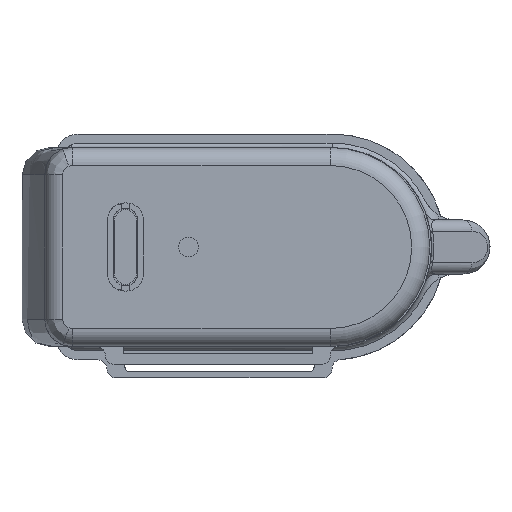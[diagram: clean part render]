
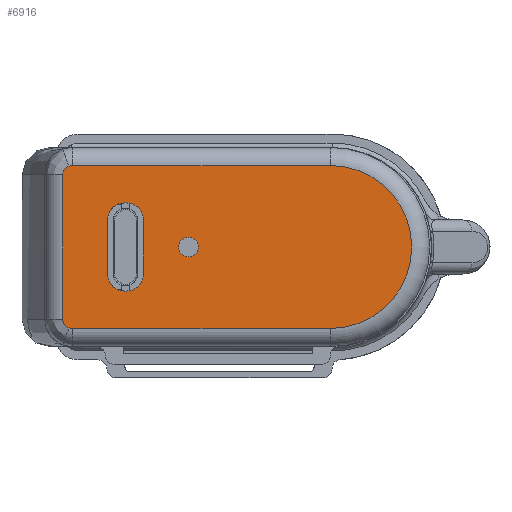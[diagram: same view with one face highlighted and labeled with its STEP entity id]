
A CAD part, front view. The second image highlights one B-rep face of the part: STEP entity #6916.
In plain terms, the highlighted face is planar.
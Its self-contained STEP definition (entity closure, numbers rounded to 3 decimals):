
#5417=CARTESIAN_POINT('',(12.1,4.8,3.));
#5418=DIRECTION('',(0.,-1.,0.));
#5419=DIRECTION('',(1.,0.,0.));
#5420=AXIS2_PLACEMENT_3D('',#5417,#5418,#5419);
#5431=DIRECTION('',(0.,0.,-1.));
#5432=VECTOR('',#5431,6.);
#5433=CARTESIAN_POINT('',(14.,4.8,3.));
#5434=LINE('',#5433,#5432);
#5435=DIRECTION('',(0.,0.,1.));
#5436=VECTOR('',#5435,6.);
#5437=CARTESIAN_POINT('',(10.,4.8,-3.));
#5438=LINE('',#5437,#5436);
#5439=CARTESIAN_POINT('',(-10.75,4.801,0.));
#5440=DIRECTION('',(0.,-1.,0.));
#5441=DIRECTION('',(0.,0.,1.));
#5442=AXIS2_PLACEMENT_3D('',#5439,#5440,#5441);
#5444=DIRECTION('',(1.,0.,0.));
#5445=VECTOR('',#5444,28.598);
#5446=CARTESIAN_POINT('',(-10.75,4.8,
-9.05));
#5447=LINE('',#5446,#5445);
#5448=CARTESIAN_POINT('',(17.848,4.8,-9.05));
#5449=CARTESIAN_POINT('',(17.899,4.8,-9.05));
#5450=CARTESIAN_POINT('',(17.998,4.8,-9.044));
#5451=CARTESIAN_POINT('',(18.136,4.8,-9.018));
#5452=CARTESIAN_POINT('',(18.219,4.8,-8.992));
#5453=CARTESIAN_POINT('',(18.259,4.8,-8.977));
#5455=CARTESIAN_POINT('',(18.259,4.8,-8.977));
#5456=CARTESIAN_POINT('',(18.343,4.8,-8.946));
#5457=CARTESIAN_POINT('',(18.491,4.8,-8.871));
#5458=CARTESIAN_POINT('',(18.662,4.8,-8.731));
#5459=CARTESIAN_POINT('',(18.783,4.8,-8.586));
#5460=CARTESIAN_POINT('',(18.871,4.8,-8.434));
#5461=CARTESIAN_POINT('',(18.931,4.8,-8.263));
#5462=CARTESIAN_POINT('',(18.95,4.8,-8.124));
#5463=CARTESIAN_POINT('',(18.95,4.8,-8.05));
#5465=DIRECTION('',(0.,0.,1.));
#5466=VECTOR('',#5465,16.1);
#5467=CARTESIAN_POINT('',(18.95,4.8,-8.05));
#5468=LINE('',#5467,#5466);
#5469=CARTESIAN_POINT('',(18.95,4.801,8.05));
#5470=CARTESIAN_POINT('',(18.95,4.801,8.101));
#5471=CARTESIAN_POINT('',(18.941,4.801,8.205));
#5472=CARTESIAN_POINT('',(18.902,4.801,8.356));
#5473=CARTESIAN_POINT('',(18.825,4.801,8.523));
#5474=CARTESIAN_POINT('',(18.702,4.801,8.692));
#5475=CARTESIAN_POINT('',(18.518,4.801,8.855));
#5476=CARTESIAN_POINT('',(18.354,4.801,8.942));
#5477=CARTESIAN_POINT('',(18.259,4.801,8.977));
#5479=CARTESIAN_POINT('',(18.259,4.801,8.977));
#5480=CARTESIAN_POINT('',(18.21,4.801,8.995));
#5481=CARTESIAN_POINT('',(18.113,4.801,9.023));
#5482=CARTESIAN_POINT('',(17.974,4.801,9.046));
#5483=CARTESIAN_POINT('',(17.889,4.801,9.05));
#5484=CARTESIAN_POINT('',(17.848,4.801,9.05));
#5486=CARTESIAN_POINT('',(5.,4.801,0.));
#5487=DIRECTION('',(0.,-1.,0.));
#5488=DIRECTION('',(0.,0.,-1.));
#5489=AXIS2_PLACEMENT_3D('',#5486,#5487,#5488);
#5491=CARTESIAN_POINT('',(5.,4.801,0.));
#5492=DIRECTION('',(0.,-1.,0.));
#5493=DIRECTION('',(0.,0.,1.));
#5494=AXIS2_PLACEMENT_3D('',#5491,#5492,#5493);
#5500=CARTESIAN_POINT('',(12.1,4.8,-3.));
#5501=DIRECTION('',(0.,-1.,0.));
#5502=DIRECTION('',(0.,0.,-1.));
#5503=AXIS2_PLACEMENT_3D('',#5500,#5501,#5502);
#5514=DIRECTION('',(1.,0.,0.));
#5515=VECTOR('',#5514,0.2);
#5516=CARTESIAN_POINT('',(11.9,4.8,-4.9));
#5517=LINE('',#5516,#5515);
#5518=CARTESIAN_POINT('',(11.9,4.8,-3.));
#5519=DIRECTION('',(0.,-1.,0.));
#5520=DIRECTION('',(-1.,0.,0.));
#5521=AXIS2_PLACEMENT_3D('',#5518,#5519,#5520);
#5535=CARTESIAN_POINT('',(11.9,4.8,3.));
#5536=DIRECTION('',(0.,-1.,0.));
#5537=DIRECTION('',(0.,0.,1.));
#5538=AXIS2_PLACEMENT_3D('',#5535,#5536,#5537);
#5544=DIRECTION('',(-1.,0.,0.));
#5545=VECTOR('',#5544,0.2);
#5546=CARTESIAN_POINT('',(12.1,4.8,4.9));
#5547=LINE('',#5546,#5545);
#5552=DIRECTION('',(1.,0.,0.));
#5553=VECTOR('',#5552,28.598);
#5554=CARTESIAN_POINT('',(-10.75,4.801,9.05));
#5555=LINE('',#5554,#5553);
#6077=CARTESIAN_POINT('',(10.,4.8,-3.));
#6078=CARTESIAN_POINT('',(11.9,4.8,-4.9));
#6079=VERTEX_POINT('',#6077);
#6080=VERTEX_POINT('',#6078);
#6081=CARTESIAN_POINT('',(12.1,4.8,-4.9));
#6082=VERTEX_POINT('',#6081);
#6083=CARTESIAN_POINT('',(14.,4.8,-3.));
#6084=VERTEX_POINT('',#6083);
#6085=CARTESIAN_POINT('',(14.,4.8,3.));
#6086=CARTESIAN_POINT('',(12.1,4.8,4.9));
#6087=VERTEX_POINT('',#6085);
#6088=VERTEX_POINT('',#6086);
#6089=CARTESIAN_POINT('',(11.9,4.8,4.9));
#6090=VERTEX_POINT('',#6089);
#6091=CARTESIAN_POINT('',(10.,4.8,3.));
#6092=VERTEX_POINT('',#6091);
#6103=VERTEX_POINT('',#5479);
#6104=VERTEX_POINT('',#5484);
#6106=VERTEX_POINT('',#5469);
#6109=CARTESIAN_POINT('',(18.95,4.8,-8.05));
#6110=VERTEX_POINT('',#6109);
#6112=VERTEX_POINT('',#5455);
#6114=VERTEX_POINT('',#5448);
#6119=CARTESIAN_POINT('',(-10.75,4.801,9.05));
#6120=CARTESIAN_POINT('',(-10.75,4.801,-9.05));
#6121=VERTEX_POINT('',#6119);
#6122=VERTEX_POINT('',#6120);
#6209=CARTESIAN_POINT('',(5.,4.801,-1.1));
#6210=CARTESIAN_POINT('',(5.,4.801,1.1));
#6211=VERTEX_POINT('',#6209);
#6212=VERTEX_POINT('',#6210);
#6870=CARTESIAN_POINT('',(25.227,4.8,-10.583));
#6871=DIRECTION('',(0.,-1.,0.));
#6872=DIRECTION('',(0.,0.,1.));
#6873=AXIS2_PLACEMENT_3D('',#6870,#6871,#6872);
#6874=PLANE('',#6873);
#6876=ORIENTED_EDGE('',*,*,#6875,.F.);
#6878=ORIENTED_EDGE('',*,*,#6877,.T.);
#6880=ORIENTED_EDGE('',*,*,#6879,.T.);
#6882=ORIENTED_EDGE('',*,*,#6881,.T.);
#6884=ORIENTED_EDGE('',*,*,#6883,.T.);
#6886=ORIENTED_EDGE('',*,*,#6885,.T.);
#6888=ORIENTED_EDGE('',*,*,#6887,.T.);
#6890=ORIENTED_EDGE('',*,*,#6889,.T.);
#6891=EDGE_LOOP('',(#6876,#6878,#6880,#6882,#6884,#6886,#6888,#6890));
#6892=FACE_OUTER_BOUND('',#6891,.F.);
#6894=ORIENTED_EDGE('',*,*,#6893,.T.);
#6896=ORIENTED_EDGE('',*,*,#6895,.F.);
#6898=ORIENTED_EDGE('',*,*,#6897,.F.);
#6900=ORIENTED_EDGE('',*,*,#6899,.F.);
#6902=ORIENTED_EDGE('',*,*,#6901,.T.);
#6904=ORIENTED_EDGE('',*,*,#6903,.F.);
#6906=ORIENTED_EDGE('',*,*,#6905,.F.);
#6907=ORIENTED_EDGE('',*,*,#6858,.F.);
#6908=EDGE_LOOP('',(#6894,#6896,#6898,#6900,#6902,#6904,#6906,#6907));
#6909=FACE_BOUND('',#6908,.F.);
#6911=ORIENTED_EDGE('',*,*,#6910,.F.);
#6913=ORIENTED_EDGE('',*,*,#6912,.F.);
#6914=EDGE_LOOP('',(#6911,#6913));
#6915=FACE_BOUND('',#6914,.F.);
#6916=ADVANCED_FACE('',(#6892,#6909,#6915),#6874,.F.);
#5421=CIRCLE('',#5420,1.9);
#5443=CIRCLE('',#5442,9.05);
#5454=B_SPLINE_CURVE_WITH_KNOTS('',3,(#5448,#5449,#5450,#5451,#5452,#5453),
.UNSPECIFIED.,.F.,.F.,(4,1,1,4),(0.,0.333,0.667,1.),
.UNSPECIFIED.);
#5464=B_SPLINE_CURVE_WITH_KNOTS('',3,(#5455,#5456,#5457,#5458,#5459,#5460,#5461,
#5462,#5463),.UNSPECIFIED.,.F.,.F.,(4,1,1,1,1,1,4),(0.,0.167,
0.333,0.5,0.667,0.833,1.),
.UNSPECIFIED.);
#5478=B_SPLINE_CURVE_WITH_KNOTS('',3,(#5469,#5470,#5471,#5472,#5473,#5474,#5475,
#5476,#5477),.UNSPECIFIED.,.F.,.F.,(4,1,1,1,1,1,4),(0.,0.167,
0.333,0.5,0.667,0.833,1.),
.UNSPECIFIED.);
#5485=B_SPLINE_CURVE_WITH_KNOTS('',3,(#5479,#5480,#5481,#5482,#5483,#5484),
.UNSPECIFIED.,.F.,.F.,(4,1,1,4),(0.,0.333,0.667,1.),
.UNSPECIFIED.);
#5490=CIRCLE('',#5489,1.1);
#5495=CIRCLE('',#5494,1.1);
#5504=CIRCLE('',#5503,1.9);
#5522=CIRCLE('',#5521,1.9);
#5539=CIRCLE('',#5538,1.9);
#6858=EDGE_CURVE('',#6087,#6088,#5421,.T.);
#6875=EDGE_CURVE('',#6121,#6104,#5555,.T.);
#6877=EDGE_CURVE('',#6121,#6122,#5443,.T.);
#6879=EDGE_CURVE('',#6122,#6114,#5447,.T.);
#6881=EDGE_CURVE('',#6114,#6112,#5454,.T.);
#6883=EDGE_CURVE('',#6112,#6110,#5464,.T.);
#6885=EDGE_CURVE('',#6110,#6106,#5468,.T.);
#6887=EDGE_CURVE('',#6106,#6103,#5478,.T.);
#6889=EDGE_CURVE('',#6103,#6104,#5485,.T.);
#6893=EDGE_CURVE('',#6087,#6084,#5434,.T.);
#6895=EDGE_CURVE('',#6082,#6084,#5504,.T.);
#6897=EDGE_CURVE('',#6080,#6082,#5517,.T.);
#6899=EDGE_CURVE('',#6079,#6080,#5522,.T.);
#6901=EDGE_CURVE('',#6079,#6092,#5438,.T.);
#6903=EDGE_CURVE('',#6090,#6092,#5539,.T.);
#6905=EDGE_CURVE('',#6088,#6090,#5547,.T.);
#6910=EDGE_CURVE('',#6211,#6212,#5490,.T.);
#6912=EDGE_CURVE('',#6212,#6211,#5495,.T.);
